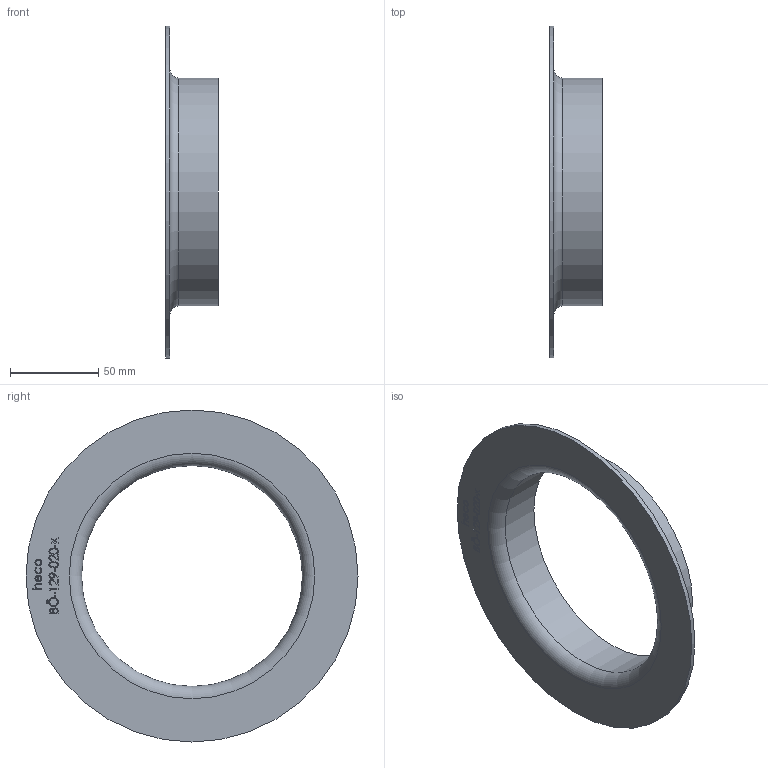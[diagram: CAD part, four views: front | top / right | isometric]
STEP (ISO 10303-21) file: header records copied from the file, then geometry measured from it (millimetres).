
FILE_DESCRIPTION (( 'STEP AP214' ), '1' );
FILE_NAME ('BÖ-129-020-x Vorschweissbördel 2012.STEP', '2020-12-03T10:14:48', ( '' ), ( '' ), 'SwSTEP 2.0', 'SolidWorks 2019', '' );
FILE_SCHEMA (( 'AUTOMOTIVE_DESIGN' ));
Length unit declared in the file: millimetre
Products named in the file (1): BÖ-129-020-x Vorschweissbördel 2012
Bounding box: 30 x 188 x 188 mm (x, y, z)
Volume: 58638.8 mm3; surface area: 53371.6 mm2
Topology: 1 solids, 1 shells, 200 faces, 511 edges, 340 vertices
Faces by surface type: bspline 99, plane 96, cylinder 3, torus 2
Full cylindrical faces by diameter (mm): 125 x1, 129 x1, 188 x1
Entity records: 13770 total; most frequent: CARTESIAN_POINT 7546, ORIENTED_EDGE 1012, DIRECTION 520, EDGE_CURVE 506, VERTEX_POINT 340, LINE 300, VECTOR 300, EDGE_LOOP 234
